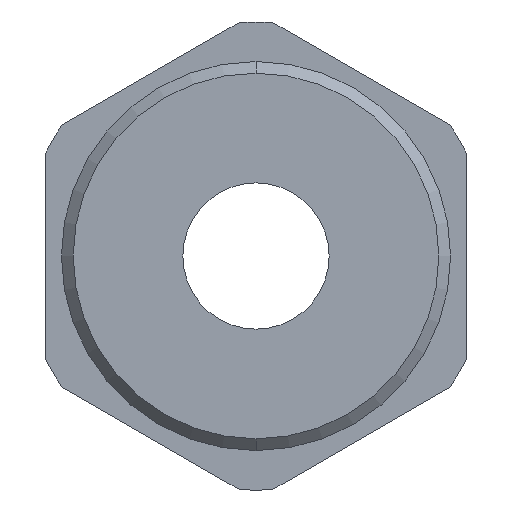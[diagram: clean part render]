
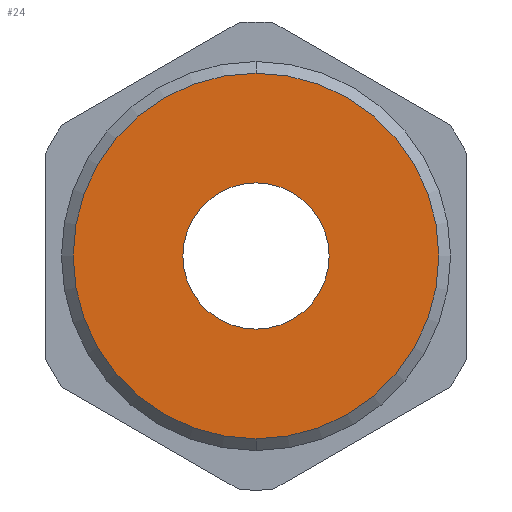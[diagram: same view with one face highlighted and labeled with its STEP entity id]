
A CAD part, left-side view. The second image highlights one B-rep face of the part: STEP entity #24.
In plain terms, the highlighted planar face has unit normal (-1, 0, 0).
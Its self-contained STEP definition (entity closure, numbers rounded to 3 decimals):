
#24 = ADVANCED_FACE ( 'NONE', ( #929, #679 ), #472, .F. ) ;
#65 = DIRECTION ( 'NONE',  ( 0., 0., -1. ) ) ;
#80 = AXIS2_PLACEMENT_3D ( 'NONE', #164, #1009, #634 ) ;
#148 = ORIENTED_EDGE ( 'NONE', *, *, #922, .F. ) ;
#161 = ORIENTED_EDGE ( 'NONE', *, *, #222, .F. ) ;
#164 = CARTESIAN_POINT ( 'NONE',  ( 0., 0., 0. ) ) ;
#222 = EDGE_CURVE ( 'NONE', #438, #1164, #537, .T. ) ;
#238 = CIRCLE ( 'NONE', #959, 15.625 ) ;
#260 = EDGE_LOOP ( 'NONE', ( #754, #607 ) ) ;
#349 = EDGE_CURVE ( 'NONE', #1193, #446, #681, .T. ) ;
#367 = AXIS2_PLACEMENT_3D ( 'NONE', #422, #530, #1186 ) ;
#393 = CARTESIAN_POINT ( 'NONE',  ( 0., 0., -15.625 ) ) ;
#422 = CARTESIAN_POINT ( 'NONE',  ( 0., 0., 0. ) ) ;
#434 = AXIS2_PLACEMENT_3D ( 'NONE', #454, #1103, #65 ) ;
#438 = VERTEX_POINT ( 'NONE', #1115 ) ;
#446 = VERTEX_POINT ( 'NONE', #556 ) ;
#454 = CARTESIAN_POINT ( 'NONE',  ( 0., 0., 0. ) ) ;
#472 = PLANE ( 'NONE',  #732 ) ;
#528 = CIRCLE ( 'NONE', #80, 6.25 ) ;
#530 = DIRECTION ( 'NONE',  ( -1., 0., 0. ) ) ;
#537 = CIRCLE ( 'NONE', #367, 6.25 ) ;
#556 = CARTESIAN_POINT ( 'NONE',  ( 0., 0., 15.625 ) ) ;
#574 = CARTESIAN_POINT ( 'NONE',  ( 0., 6.25, 0. ) ) ;
#607 = ORIENTED_EDGE ( 'NONE', *, *, #682, .T. ) ;
#634 = DIRECTION ( 'NONE',  ( 0., 0., 1. ) ) ;
#679 = FACE_BOUND ( 'NONE', #725, .T. ) ;
#681 = CIRCLE ( 'NONE', #434, 15.625 ) ;
#682 = EDGE_CURVE ( 'NONE', #446, #1193, #238, .T. ) ;
#725 = EDGE_LOOP ( 'NONE', ( #161, #148 ) ) ;
#732 = AXIS2_PLACEMENT_3D ( 'NONE', #574, #1235, #945 ) ;
#754 = ORIENTED_EDGE ( 'NONE', *, *, #349, .T. ) ;
#853 = CARTESIAN_POINT ( 'NONE',  ( 0., 0., 0. ) ) ;
#862 = CARTESIAN_POINT ( 'NONE',  ( 0., 0., -6.25 ) ) ;
#922 = EDGE_CURVE ( 'NONE', #1164, #438, #528, .T. ) ;
#929 = FACE_OUTER_BOUND ( 'NONE', #260, .T. ) ;
#945 = DIRECTION ( 'NONE',  ( 0., 0., -1. ) ) ;
#949 = DIRECTION ( 'NONE',  ( -1., 0., 0. ) ) ;
#959 = AXIS2_PLACEMENT_3D ( 'NONE', #853, #949, #1062 ) ;
#1009 = DIRECTION ( 'NONE',  ( -1., 0., 0. ) ) ;
#1062 = DIRECTION ( 'NONE',  ( 0., 0., -1. ) ) ;
#1103 = DIRECTION ( 'NONE',  ( -1., 0., 0. ) ) ;
#1115 = CARTESIAN_POINT ( 'NONE',  ( 0., 0., 6.25 ) ) ;
#1164 = VERTEX_POINT ( 'NONE', #862 ) ;
#1186 = DIRECTION ( 'NONE',  ( 0., 0., 1. ) ) ;
#1193 = VERTEX_POINT ( 'NONE', #393 ) ;
#1235 = DIRECTION ( 'NONE',  ( 1., 0., 0. ) ) ;
